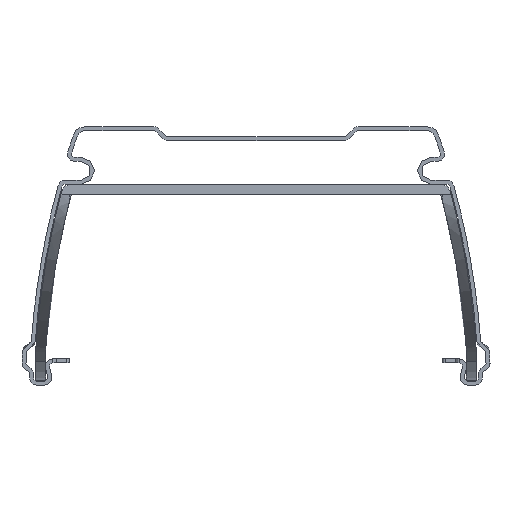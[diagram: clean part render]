
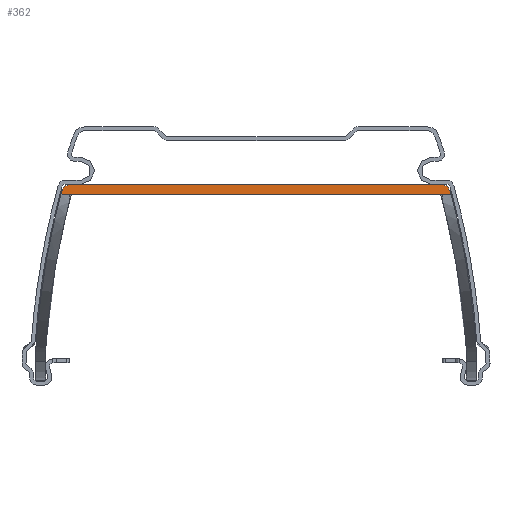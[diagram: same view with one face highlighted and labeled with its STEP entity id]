
A CAD part, front view. The second image highlights one B-rep face of the part: STEP entity #362.
In plain terms, the highlighted face is planar.
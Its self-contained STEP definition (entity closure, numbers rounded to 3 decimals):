
#296 = CARTESIAN_POINT ( 'NONE',  ( 29.232, -8.594, -749.996 ) ) ;
#362 = ADVANCED_FACE ( 'NONE', ( #5135 ), #5554, .T. ) ;
#410 = EDGE_CURVE ( 'NONE', #3988, #1010, #6176, .T. ) ;
#491 = DIRECTION ( 'NONE',  ( 0., 0., -1. ) ) ;
#544 = CARTESIAN_POINT ( 'NONE',  ( 27.675, -8.609, -750. ) ) ;
#741 = AXIS2_PLACEMENT_3D ( 'NONE', #3611, #6173, #972 ) ;
#896 = CARTESIAN_POINT ( 'NONE',  ( -9.331, -8.599, -750. ) ) ;
#898 = CARTESIAN_POINT ( 'NONE',  ( -27.671, -7.099, -750. ) ) ;
#945 = AXIS2_PLACEMENT_3D ( 'NONE', #1731, #3802, #3289 ) ;
#972 = DIRECTION ( 'NONE',  ( -0.967, 0.255, 0. ) ) ;
#996 = ORIENTED_EDGE ( 'NONE', *, *, #4784, .F. ) ;
#1010 = VERTEX_POINT ( 'NONE', #5774 ) ;
#1062 = EDGE_CURVE ( 'NONE', #3040, #1806, #4968, .T. ) ;
#1260 = EDGE_CURVE ( 'NONE', #1574, #3988, #5297, .T. ) ;
#1452 = ORIENTED_EDGE ( 'NONE', *, *, #3812, .F. ) ;
#1512 = EDGE_LOOP ( 'NONE', ( #2432, #4392, #5817, #4728, #996, #1452, #6106, #6549 ) ) ;
#1574 = VERTEX_POINT ( 'NONE', #1830 ) ;
#1654 = DIRECTION ( 'NONE',  ( 0.967, 0.255, 0. ) ) ;
#1731 = CARTESIAN_POINT ( 'NONE',  ( -27.671, -8.609, -750. ) ) ;
#1789 = LINE ( 'NONE', #2267, #4022 ) ;
#1806 = VERTEX_POINT ( 'NONE', #3698 ) ;
#1830 = CARTESIAN_POINT ( 'NONE',  ( 29.232, -8.594, -749.996 ) ) ;
#2004 = CARTESIAN_POINT ( 'NONE',  ( 28.002, -8.599, -749.991 ) ) ;
#2267 = CARTESIAN_POINT ( 'NONE',  ( 27.675, -7.099, -750. ) ) ;
#2432 = ORIENTED_EDGE ( 'NONE', *, *, #4649, .F. ) ;
#2485 = CARTESIAN_POINT ( 'NONE',  ( -27.998, -8.599, -749.993 ) ) ;
#2514 = VERTEX_POINT ( 'NONE', #5241 ) ;
#2544 = DIRECTION ( 'NONE',  ( 0., 0., 1. ) ) ;
#2612 = EDGE_CURVE ( 'NONE', #1806, #3607, #1789, .T. ) ;
#2853 = DIRECTION ( 'NONE',  ( -1., 0., 0. ) ) ;
#2935 = CARTESIAN_POINT ( 'NONE',  ( -29.228, -8.594, -749.996 ) ) ;
#3008 = CIRCLE ( 'NONE', #945, 1.51 ) ;
#3040 = VERTEX_POINT ( 'NONE', #3849 ) ;
#3289 = DIRECTION ( 'NONE',  ( 0., 1., 0. ) ) ;
#3307 = B_SPLINE_CURVE_WITH_KNOTS ( 'NONE', 3,
 ( #2485, #6606, #3947, #2935 ),
 .UNSPECIFIED., .F., .F.,
 ( 4, 4 ),
 ( 0., 1. ),
 .UNSPECIFIED. ) ;
#3607 = VERTEX_POINT ( 'NONE', #898 ) ;
#3611 = CARTESIAN_POINT ( 'NONE',  ( 95.841, -41.201, -750. ) ) ;
#3698 = CARTESIAN_POINT ( 'NONE',  ( 27.675, -7.099, -750. ) ) ;
#3802 = DIRECTION ( 'NONE',  ( 0., 0., 1. ) ) ;
#3812 = EDGE_CURVE ( 'NONE', #3607, #6469, #3008, .T. ) ;
#3849 = CARTESIAN_POINT ( 'NONE',  ( 29.135, -8.223, -750. ) ) ;
#3882 = CARTESIAN_POINT ( 'NONE',  ( 28.002, -8.599, -749.991 ) ) ;
#3947 = CARTESIAN_POINT ( 'NONE',  ( -28.818, -8.596, -750. ) ) ;
#3988 = VERTEX_POINT ( 'NONE', #5249 ) ;
#4022 = VECTOR ( 'NONE', #2853, 1000. ) ;
#4199 = AXIS2_PLACEMENT_3D ( 'NONE', #544, #4639, #1654 ) ;
#4214 = EDGE_CURVE ( 'NONE', #1010, #2514, #3307, .T. ) ;
#4392 = ORIENTED_EDGE ( 'NONE', *, *, #1260, .T. ) ;
#4394 = CARTESIAN_POINT ( 'NONE',  ( 28.822, -8.595, -750. ) ) ;
#4488 = CARTESIAN_POINT ( 'NONE',  ( -27.998, -8.599, -749.993 ) ) ;
#4535 = CIRCLE ( 'NONE', #4848, 129.25 ) ;
#4557 = DIRECTION ( 'NONE',  ( -1., 0., 0. ) ) ;
#4639 = DIRECTION ( 'NONE',  ( 0., 0., 1. ) ) ;
#4648 = CARTESIAN_POINT ( 'NONE',  ( -95.837, -41.201, -750. ) ) ;
#4649 = EDGE_CURVE ( 'NONE', #1574, #3040, #4535, .T. ) ;
#4728 = ORIENTED_EDGE ( 'NONE', *, *, #4214, .T. ) ;
#4784 = EDGE_CURVE ( 'NONE', #6469, #2514, #6603, .T. ) ;
#4848 = AXIS2_PLACEMENT_3D ( 'NONE', #4648, #2544, #6692 ) ;
#4968 = CIRCLE ( 'NONE', #4199, 1.51 ) ;
#5008 = CARTESIAN_POINT ( 'NONE',  ( 9.335, -8.599, -750. ) ) ;
#5135 = FACE_OUTER_BOUND ( 'NONE', #1512, .T. ) ;
#5241 = CARTESIAN_POINT ( 'NONE',  ( -29.228, -8.594, -749.996 ) ) ;
#5249 = CARTESIAN_POINT ( 'NONE',  ( 28.002, -8.599, -749.991 ) ) ;
#5297 = B_SPLINE_CURVE_WITH_KNOTS ( 'NONE', 3,
 ( #296, #4394, #6471, #3882 ),
 .UNSPECIFIED., .F., .F.,
 ( 4, 4 ),
 ( 0., 1. ),
 .UNSPECIFIED. ) ;
#5554 = PLANE ( 'NONE',  #6309 ) ;
#5774 = CARTESIAN_POINT ( 'NONE',  ( -27.998, -8.599, -749.993 ) ) ;
#5817 = ORIENTED_EDGE ( 'NONE', *, *, #410, .T. ) ;
#6010 = CARTESIAN_POINT ( 'NONE',  ( -29.131, -8.223, -750. ) ) ;
#6106 = ORIENTED_EDGE ( 'NONE', *, *, #2612, .F. ) ;
#6173 = DIRECTION ( 'NONE',  ( 0., 0., 1. ) ) ;
#6176 = B_SPLINE_CURVE_WITH_KNOTS ( 'NONE', 3,
 ( #2004, #5008, #896, #4488 ),
 .UNSPECIFIED., .F., .F.,
 ( 4, 4 ),
 ( 0., 1. ),
 .UNSPECIFIED. ) ;
#6309 = AXIS2_PLACEMENT_3D ( 'NONE', #6639, #491, #4557 ) ;
#6469 = VERTEX_POINT ( 'NONE', #6010 ) ;
#6471 = CARTESIAN_POINT ( 'NONE',  ( 28.412, -8.597, -750. ) ) ;
#6549 = ORIENTED_EDGE ( 'NONE', *, *, #1062, .F. ) ;
#6603 = CIRCLE ( 'NONE', #741, 129.25 ) ;
#6606 = CARTESIAN_POINT ( 'NONE',  ( -28.408, -8.597, -750. ) ) ;
#6639 = CARTESIAN_POINT ( 'NONE',  ( -27.671, -8.609, -750. ) ) ;
#6692 = DIRECTION ( 'NONE',  ( 0.968, 0.252, 0. ) ) ;
